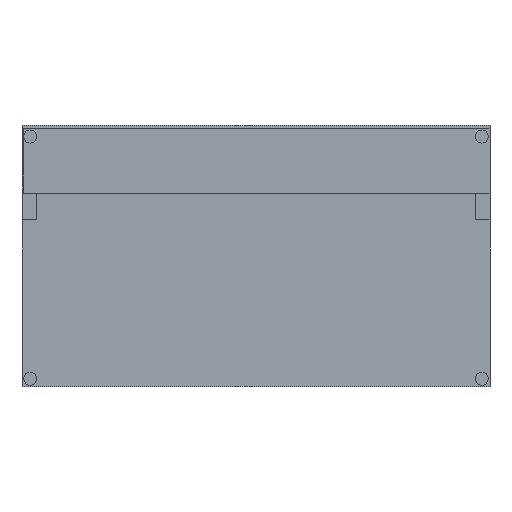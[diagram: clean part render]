
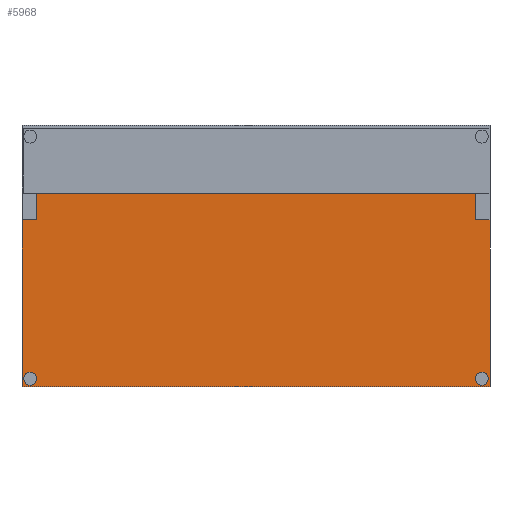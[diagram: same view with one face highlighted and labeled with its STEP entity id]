
A CAD part, front view. The second image highlights one B-rep face of the part: STEP entity #5968.
In plain terms, the highlighted planar face has unit normal (0, -1, 0).
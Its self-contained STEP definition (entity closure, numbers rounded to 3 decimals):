
#394=FACE_OUTER_BOUND('',#755,.T.);
#755=EDGE_LOOP('',(#3998,#3999,#4000,#4001,#4002,#4003,#4004,#4005));
#1133=LINE('',#8783,#1808);
#1136=LINE('',#8788,#1811);
#1139=LINE('',#8793,#1814);
#1140=LINE('',#8796,#1815);
#1143=LINE('',#8801,#1818);
#1144=LINE('',#8804,#1819);
#1146=LINE('',#8808,#1821);
#1148=LINE('',#8811,#1823);
#1808=VECTOR('',#6973,10.);
#1811=VECTOR('',#6978,10.);
#1814=VECTOR('',#6983,10.);
#1815=VECTOR('',#6986,10.);
#1818=VECTOR('',#6991,10.);
#1819=VECTOR('',#6994,10.);
#1821=VECTOR('',#6998,10.);
#1823=VECTOR('',#7002,10.);
#2477=VERTEX_POINT('',#8781);
#2478=VERTEX_POINT('',#8782);
#2479=VERTEX_POINT('',#8787);
#2480=VERTEX_POINT('',#8791);
#2481=VERTEX_POINT('',#8795);
#2482=VERTEX_POINT('',#8799);
#2483=VERTEX_POINT('',#8803);
#2484=VERTEX_POINT('',#8807);
#3075=EDGE_CURVE('',#2477,#2478,#1133,.T.);
#3078=EDGE_CURVE('',#2479,#2477,#1136,.T.);
#3081=EDGE_CURVE('',#2480,#2478,#1139,.T.);
#3082=EDGE_CURVE('',#2479,#2481,#1140,.T.);
#3085=EDGE_CURVE('',#2482,#2480,#1143,.T.);
#3086=EDGE_CURVE('',#2481,#2483,#1144,.T.);
#3088=EDGE_CURVE('',#2484,#2482,#1146,.T.);
#3090=EDGE_CURVE('',#2483,#2484,#1148,.T.);
#3998=ORIENTED_EDGE('',*,*,#3090,.F.);
#3999=ORIENTED_EDGE('',*,*,#3086,.F.);
#4000=ORIENTED_EDGE('',*,*,#3082,.F.);
#4001=ORIENTED_EDGE('',*,*,#3078,.T.);
#4002=ORIENTED_EDGE('',*,*,#3075,.T.);
#4003=ORIENTED_EDGE('',*,*,#3081,.F.);
#4004=ORIENTED_EDGE('',*,*,#3085,.F.);
#4005=ORIENTED_EDGE('',*,*,#3088,.F.);
#5691=PLANE('',#6385);
#5968=ADVANCED_FACE('',(#394),#5691,.F.);
#6385=AXIS2_PLACEMENT_3D('',#8812,#7003,#7004);
#6973=DIRECTION('',(-1.,0.,0.));
#6978=DIRECTION('',(0.,0.,1.));
#6983=DIRECTION('',(0.,0.,1.));
#6986=DIRECTION('',(1.,0.,0.));
#6991=DIRECTION('',(1.,0.,0.));
#6994=DIRECTION('',(0.,0.,-1.));
#6998=DIRECTION('',(0.,0.,1.));
#7002=DIRECTION('',(-1.,0.,0.));
#7003=DIRECTION('center_axis',(0.,1.,0.));
#7004=DIRECTION('ref_axis',(0.,0.,1.));
#8781=CARTESIAN_POINT('',(681.,0.,341.5));
#8782=CARTESIAN_POINT('',(-681.,0.,341.5));
#8783=CARTESIAN_POINT('',(-340.5,0.,341.5));
#8787=CARTESIAN_POINT('',(681.,0.,258.5));
#8788=CARTESIAN_POINT('',(681.,0.,258.5));
#8791=CARTESIAN_POINT('',(-681.,0.,258.5));
#8793=CARTESIAN_POINT('',(-681.,0.,258.5));
#8795=CARTESIAN_POINT('',(725.,0.,258.5));
#8796=CARTESIAN_POINT('',(-725.,0.,258.5));
#8799=CARTESIAN_POINT('',(-725.,0.,258.5));
#8801=CARTESIAN_POINT('',(-725.,0.,258.5));
#8803=CARTESIAN_POINT('',(725.,0.,-258.5));
#8804=CARTESIAN_POINT('',(725.,0.,258.5));
#8807=CARTESIAN_POINT('',(-725.,0.,-258.5));
#8808=CARTESIAN_POINT('',(-725.,0.,-258.5));
#8811=CARTESIAN_POINT('',(725.,0.,-258.5));
#8812=CARTESIAN_POINT('Origin',(0.,0.,0.));
